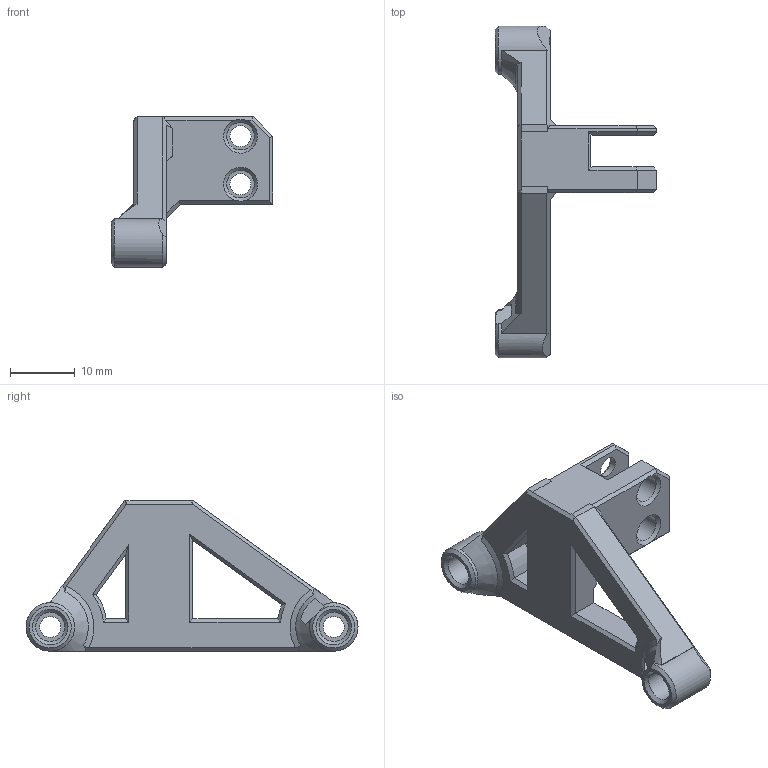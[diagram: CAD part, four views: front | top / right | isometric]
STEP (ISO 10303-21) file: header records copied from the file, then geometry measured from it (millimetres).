
FILE_DESCRIPTION(/* description */ (''),/* implementation_level */ '2;1');
FILE_NAME(/* name */ 'Vz-Printhead Printed-sht36_mount.step',/* time_stamp */ '2023-01-25T22:26:44-08:00',/* author */ (''),/* organization */ (''),/* preprocessor_version */ 'ST-DEVELOPER v19.2',/* originating_system */ 'Autodesk Translation Framework v11.17.0.187',/* authorisation */ '');
FILE_SCHEMA (('AUTOMOTIVE_DESIGN { 1 0 10303 214 3 1 1 }'));
Length unit declared in the file: millimetre
Products named in the file (1): Vz-Printhead Printed v28
Bounding box: 25 x 51.34 x 23.26 mm (x, y, z)
Volume: 4967.8 mm3; surface area: 3448.6 mm2
Topology: 1 solids, 1 shells, 113 faces, 305 edges, 191 vertices
Faces by surface type: plane 80, cone 21, cylinder 12
Full cylindrical faces by diameter (mm): 3.25 x4, 4.25 x2, 4.5 x2, 7.5 x1
Entity records: 3510 total; most frequent: CARTESIAN_POINT 696, ORIENTED_EDGE 610, DIRECTION 550, EDGE_CURVE 305, LINE 210, VECTOR 210, VERTEX_POINT 191, AXIS2_PLACEMENT_3D 170
